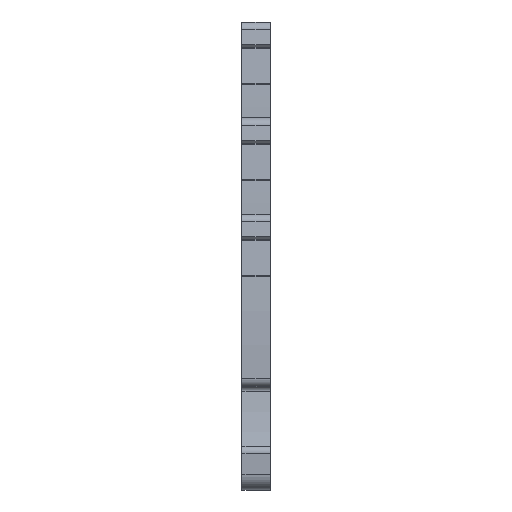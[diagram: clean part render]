
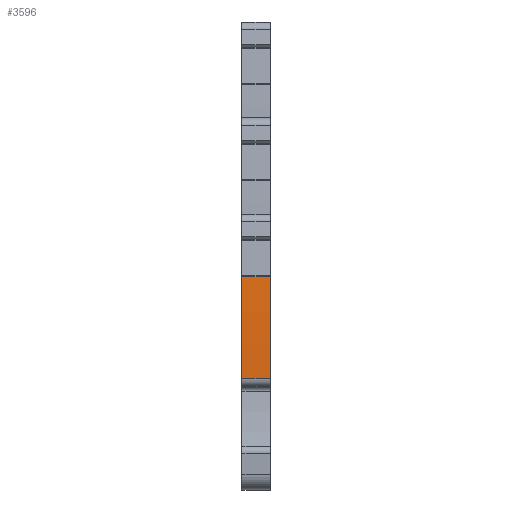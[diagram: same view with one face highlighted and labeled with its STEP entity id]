
A CAD part, front view. The second image highlights one B-rep face of the part: STEP entity #3596.
In plain terms, the highlighted cylindrical face has radius 122.2 mm (diameter 244.4 mm), a partial arc.
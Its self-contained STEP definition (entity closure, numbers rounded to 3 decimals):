
#2744=AXIS2_PLACEMENT_3D('Cylinder Axis2P3D',#2741,#2742,#2743) ;
#3573=AXIS2_PLACEMENT_3D('Circle Axis2P3D',#3571,#3572,$) ;
#3587=AXIS2_PLACEMENT_3D('Circle Axis2P3D',#3585,#3586,$) ;
#2741=CARTESIAN_POINT('Axis2P3D Location',(1.75,123.642,17.05)) ;
#3549=CARTESIAN_POINT('Vertex',(3.5,1.754,25.774)) ;
#3556=CARTESIAN_POINT('Vertex',(0.,1.754,25.774)) ;
#3559=CARTESIAN_POINT('Line Origine',(1.75,1.754,25.774)) ;
#3571=CARTESIAN_POINT('Axis2P3D Location',(0.,123.642,17.05)) ;
#3575=CARTESIAN_POINT('Vertex',(0.,1.496,13.42)) ;
#3578=CARTESIAN_POINT('Line Origine',(1.75,1.496,13.42)) ;
#3582=CARTESIAN_POINT('Vertex',(3.5,1.496,13.42)) ;
#3585=CARTESIAN_POINT('Axis2P3D Location',(3.5,123.642,17.05)) ;
#2742=DIRECTION('Axis2P3D Direction',(1.,0.,0.)) ;
#2743=DIRECTION('Axis2P3D XDirection',(0.,-0.992,0.126)) ;
#3560=DIRECTION('Vector Direction',(1.,0.,0.)) ;
#3572=DIRECTION('Axis2P3D Direction',(1.,0.,0.)) ;
#3579=DIRECTION('Vector Direction',(1.,0.,0.)) ;
#3586=DIRECTION('Axis2P3D Direction',(1.,0.,0.)) ;
#3561=VECTOR('Line Direction',#3560,1.) ;
#3580=VECTOR('Line Direction',#3579,1.) ;
#3591=ORIENTED_EDGE('',*,*,#3577,.T.) ;
#3592=ORIENTED_EDGE('',*,*,#3584,.T.) ;
#3593=ORIENTED_EDGE('',*,*,#3589,.F.) ;
#3594=ORIENTED_EDGE('',*,*,#3563,.F.) ;
#3596=ADVANCED_FACE('MLD',(#3595),#2745,.T.) ;
#3574=CIRCLE('generated circle',#3573,122.2) ;
#3588=CIRCLE('generated circle',#3587,122.2) ;
#2745=CYLINDRICAL_SURFACE('generated cylinder',#2744,122.2) ;
#3563=EDGE_CURVE('',#3557,#3550,#3562,.T.) ;
#3577=EDGE_CURVE('',#3557,#3576,#3574,.T.) ;
#3584=EDGE_CURVE('',#3576,#3583,#3581,.T.) ;
#3589=EDGE_CURVE('',#3550,#3583,#3588,.T.) ;
#3590=EDGE_LOOP('',(#3591,#3592,#3593,#3594)) ;
#3595=FACE_OUTER_BOUND('',#3590,.T.) ;
#3562=LINE('Line',#3559,#3561) ;
#3581=LINE('Line',#3578,#3580) ;
#3550=VERTEX_POINT('',#3549) ;
#3557=VERTEX_POINT('',#3556) ;
#3576=VERTEX_POINT('',#3575) ;
#3583=VERTEX_POINT('',#3582) ;
